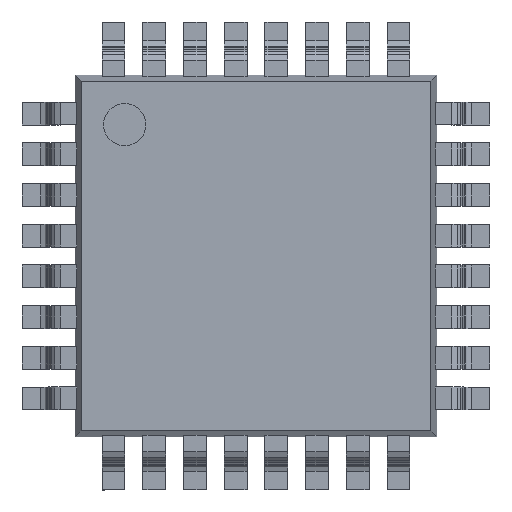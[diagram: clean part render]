
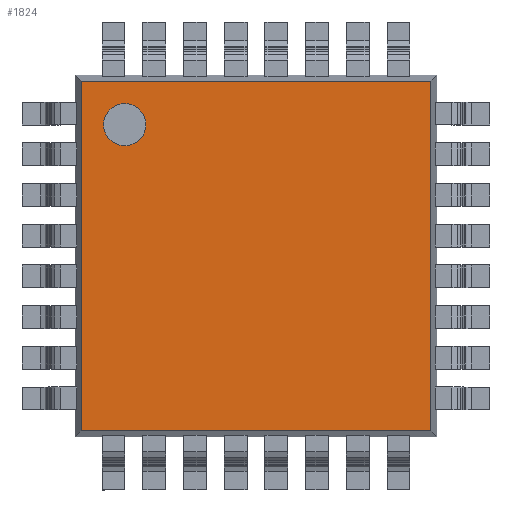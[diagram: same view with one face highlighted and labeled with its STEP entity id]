
A CAD part, top view. The second image highlights one B-rep face of the part: STEP entity #1824.
In plain terms, the highlighted planar face has unit normal (0, 0, 1).
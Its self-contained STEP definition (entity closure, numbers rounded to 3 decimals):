
#1824 = ADVANCED_FACE ( 'NONE', ( #15066, #15065 ), #15049, .T. ) ;
#1825 = EDGE_LOOP ( 'NONE', ( #1827, #1834, #1870, #1873 ) ) ;
#1827 = ORIENTED_EDGE ( 'NONE', *, *, #1829, .T. ) ;
#1829 = EDGE_CURVE ( 'NONE', #1830, #1832, #15048, .T. ) ;
#1830 = VERTEX_POINT ( 'NONE', #15097 ) ;
#1832 = VERTEX_POINT ( 'NONE', #15096 ) ;
#1834 = ORIENTED_EDGE ( 'NONE', *, *, #1837, .F. ) ;
#1837 = EDGE_CURVE ( 'NONE', #1838, #1832, #15125, .T. ) ;
#1838 = VERTEX_POINT ( 'NONE', #15121 ) ;
#1840 = VERTEX_POINT ( 'NONE', #15120 ) ;
#1851 = VERTEX_POINT ( 'NONE', #15144 ) ;
#1856 = EDGE_CURVE ( 'NONE', #1857, #1851, #15181, .T. ) ;
#1857 = VERTEX_POINT ( 'NONE', #15177 ) ;
#1870 = ORIENTED_EDGE ( 'NONE', *, *, #1871, .T. ) ;
#1871 = EDGE_CURVE ( 'NONE', #1838, #1840, #15158, .T. ) ;
#1873 = ORIENTED_EDGE ( 'NONE', *, *, #1875, .F. ) ;
#1875 = EDGE_CURVE ( 'NONE', #1830, #1840, #15214, .T. ) ;
#1876 = EDGE_LOOP ( 'NONE', ( #1878, #1881 ) ) ;
#1878 = ORIENTED_EDGE ( 'NONE', *, *, #1856, .T. ) ;
#1881 = ORIENTED_EDGE ( 'NONE', *, *, #1895, .T. ) ;
#1895 = EDGE_CURVE ( 'NONE', #1851, #1857, #15264, .T. ) ;
#15043 = CARTESIAN_POINT ( 'NONE',  ( 11.05, -6.463, 1.2 ) ) ;
#15044 = DIRECTION ( 'NONE',  ( -1., 0., 0. ) ) ;
#15045 = DIRECTION ( 'NONE',  ( 0., 0., 1. ) ) ;
#15046 = CARTESIAN_POINT ( 'NONE',  ( 8.037, -6.575, 1.2 ) ) ;
#15047 = AXIS2_PLACEMENT_3D ( 'NONE', #15046, #15045, #15044 ) ;
#15048 = LINE ( 'NONE', #15043, #15099 ) ;
#15049 = PLANE ( 'NONE',  #15047 ) ;
#15065 = FACE_BOUND ( 'NONE', #1876, .T. ) ;
#15066 = FACE_OUTER_BOUND ( 'NONE', #1825, .T. ) ;
#15096 = CARTESIAN_POINT ( 'NONE',  ( 8.037, -6.463, 1.2 ) ) ;
#15097 = CARTESIAN_POINT ( 'NONE',  ( 1.162, -6.463, 1.2 ) ) ;
#15098 = DIRECTION ( 'NONE',  ( 1., 0., 0. ) ) ;
#15099 = VECTOR ( 'NONE', #15098, 1000. ) ;
#15120 = CARTESIAN_POINT ( 'NONE',  ( 1.162, 0.413, 1.2 ) ) ;
#15121 = CARTESIAN_POINT ( 'NONE',  ( 8.037, 0.413, 1.2 ) ) ;
#15122 = DIRECTION ( 'NONE',  ( 0., -1., 0. ) ) ;
#15123 = VECTOR ( 'NONE', #15122, 1000. ) ;
#15124 = CARTESIAN_POINT ( 'NONE',  ( 8.037, -6.575, 1.2 ) ) ;
#15125 = LINE ( 'NONE', #15124, #15123 ) ;
#15144 = CARTESIAN_POINT ( 'NONE',  ( 2.019, -0.028, 1.2 ) ) ;
#15155 = DIRECTION ( 'NONE',  ( -1., 0., 0. ) ) ;
#15156 = VECTOR ( 'NONE', #15155, 1000. ) ;
#15157 = CARTESIAN_POINT ( 'NONE',  ( 11.05, 0.413, 1.2 ) ) ;
#15158 = LINE ( 'NONE', #15157, #15156 ) ;
#15177 = CARTESIAN_POINT ( 'NONE',  ( 2.019, -0.86, 1.2 ) ) ;
#15178 = DIRECTION ( 'NONE',  ( 0., -1., 0. ) ) ;
#15179 = DIRECTION ( 'NONE',  ( 0., 0., -1. ) ) ;
#15180 = AXIS2_PLACEMENT_3D ( 'NONE', #15185, #15179, #15178 ) ;
#15181 = CIRCLE ( 'NONE', #15180, 0.416 ) ;
#15185 = CARTESIAN_POINT ( 'NONE',  ( 2.019, -0.444, 1.2 ) ) ;
#15211 = DIRECTION ( 'NONE',  ( 0., 1., 0. ) ) ;
#15212 = VECTOR ( 'NONE', #15211, 1000. ) ;
#15213 = CARTESIAN_POINT ( 'NONE',  ( 1.162, -6.575, 1.2 ) ) ;
#15214 = LINE ( 'NONE', #15213, #15212 ) ;
#15260 = DIRECTION ( 'NONE',  ( 0., -1., 0. ) ) ;
#15261 = DIRECTION ( 'NONE',  ( 0., 0., -1. ) ) ;
#15262 = CARTESIAN_POINT ( 'NONE',  ( 2.019, -0.444, 1.2 ) ) ;
#15263 = AXIS2_PLACEMENT_3D ( 'NONE', #15262, #15261, #15260 ) ;
#15264 = CIRCLE ( 'NONE', #15263, 0.416 ) ;
